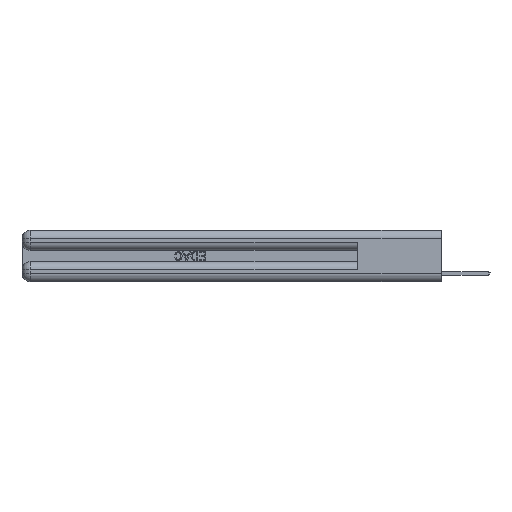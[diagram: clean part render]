
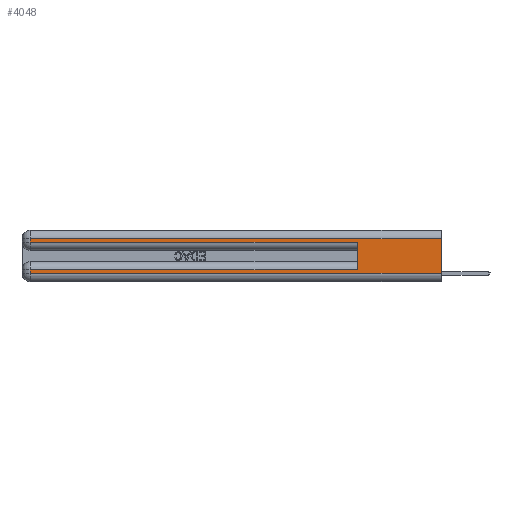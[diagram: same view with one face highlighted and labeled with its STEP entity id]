
A CAD part, left-side view. The second image highlights one B-rep face of the part: STEP entity #4048.
In plain terms, the highlighted planar face has unit normal (-1, 0, 0).
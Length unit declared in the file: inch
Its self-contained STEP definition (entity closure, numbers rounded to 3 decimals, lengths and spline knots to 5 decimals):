
#1141 = EDGE_CURVE ( 'NONE', #27084, #32158, #13113, .T. ) ;
#1533 = ORIENTED_EDGE ( 'NONE', *, *, #1141, .T. ) ;
#2064 = LINE ( 'NONE', #8194, #22916 ) ;
#2114 = DIRECTION ( 'NONE',  ( 0., 1., 0. ) ) ;
#2653 = AXIS2_PLACEMENT_3D ( 'NONE', #19276, #2679, #10962 ) ;
#2679 = DIRECTION ( 'NONE',  ( 1., 0., 0. ) ) ;
#2734 = EDGE_CURVE ( 'NONE', #18726, #16274, #19387, .T. ) ;
#3031 = FACE_OUTER_BOUND ( 'NONE', #4793, .T. ) ;
#3481 = VECTOR ( 'NONE', #19759, 39.37008 ) ;
#3984 = ORIENTED_EDGE ( 'NONE', *, *, #2734, .F. ) ;
#4048 = ADVANCED_FACE ( 'NONE', ( #3031 ), #16388, .F. ) ;
#4793 = EDGE_LOOP ( 'NONE', ( #3984, #11995, #24192, #28394, #19079, #1533, #32193, #17163 ) ) ;
#4983 = CARTESIAN_POINT ( 'NONE',  ( 0., 2.94, 0.37 ) ) ;
#5516 = DIRECTION ( 'NONE',  ( 0., 0., -1. ) ) ;
#5887 = CARTESIAN_POINT ( 'NONE',  ( 0., 0., 0.285 ) ) ;
#6923 = DIRECTION ( 'NONE',  ( 0., 0., 1. ) ) ;
#7648 = VECTOR ( 'NONE', #13268, 39.37008 ) ;
#7971 = CARTESIAN_POINT ( 'NONE',  ( 0., 0., 0.31 ) ) ;
#7974 = EDGE_CURVE ( 'NONE', #34008, #12758, #2064, .T. ) ;
#8194 = CARTESIAN_POINT ( 'NONE',  ( 0., 2.94, 0.37 ) ) ;
#10962 = DIRECTION ( 'NONE',  ( 0., 0., -1. ) ) ;
#11995 = ORIENTED_EDGE ( 'NONE', *, *, #28431, .T. ) ;
#12031 = VECTOR ( 'NONE', #33039, 39.37008 ) ;
#12758 = VERTEX_POINT ( 'NONE', #31664 ) ;
#13113 = LINE ( 'NONE', #20874, #15449 ) ;
#13268 = DIRECTION ( 'NONE',  ( 0., -1., 0. ) ) ;
#13448 = CARTESIAN_POINT ( 'NONE',  ( 0., 0.6, 0.085 ) ) ;
#13610 = CARTESIAN_POINT ( 'NONE',  ( 0., 0., 0.37 ) ) ;
#14556 = VECTOR ( 'NONE', #6923, 39.37008 ) ;
#15449 = VECTOR ( 'NONE', #2114, 39.37008 ) ;
#15719 = VERTEX_POINT ( 'NONE', #23100 ) ;
#16274 = VERTEX_POINT ( 'NONE', #32560 ) ;
#16388 = PLANE ( 'NONE',  #2653 ) ;
#16641 = EDGE_CURVE ( 'NONE', #32158, #23173, #24085, .T. ) ;
#16873 = EDGE_CURVE ( 'NONE', #27084, #15719, #31754, .T. ) ;
#16882 = CARTESIAN_POINT ( 'NONE',  ( 0., 0., 0.31 ) ) ;
#17163 = ORIENTED_EDGE ( 'NONE', *, *, #33462, .T. ) ;
#18692 = CARTESIAN_POINT ( 'NONE',  ( 0., 2.94, 0.085 ) ) ;
#18726 = VERTEX_POINT ( 'NONE', #7971 ) ;
#19079 = ORIENTED_EDGE ( 'NONE', *, *, #16873, .F. ) ;
#19276 = CARTESIAN_POINT ( 'NONE',  ( 0., 0., 0.37 ) ) ;
#19387 = LINE ( 'NONE', #13610, #12031 ) ;
#19753 = DIRECTION ( 'NONE',  ( 0., 1., 0. ) ) ;
#19759 = DIRECTION ( 'NONE',  ( 0., -1., 0. ) ) ;
#20874 = CARTESIAN_POINT ( 'NONE',  ( 0., 0., 0.085 ) ) ;
#22916 = VECTOR ( 'NONE', #35537, 39.37008 ) ;
#23100 = CARTESIAN_POINT ( 'NONE',  ( 0., 0.6, 0.285 ) ) ;
#23173 = VERTEX_POINT ( 'NONE', #28385 ) ;
#23652 = CARTESIAN_POINT ( 'NONE',  ( 0., 2.94, 0.31 ) ) ;
#24085 = LINE ( 'NONE', #4983, #26130 ) ;
#24192 = ORIENTED_EDGE ( 'NONE', *, *, #7974, .T. ) ;
#26130 = VECTOR ( 'NONE', #5516, 39.37008 ) ;
#26566 = CARTESIAN_POINT ( 'NONE',  ( 0., 0.6, 0.145 ) ) ;
#27031 = VECTOR ( 'NONE', #19753, 39.37008 ) ;
#27084 = VERTEX_POINT ( 'NONE', #13448 ) ;
#28385 = CARTESIAN_POINT ( 'NONE',  ( 0., 2.94, 0.06 ) ) ;
#28394 = ORIENTED_EDGE ( 'NONE', *, *, #29715, .T. ) ;
#28431 = EDGE_CURVE ( 'NONE', #18726, #34008, #33052, .T. ) ;
#29715 = EDGE_CURVE ( 'NONE', #12758, #15719, #33585, .T. ) ;
#30355 = LINE ( 'NONE', #35397, #7648 ) ;
#31664 = CARTESIAN_POINT ( 'NONE',  ( 0., 2.94, 0.285 ) ) ;
#31754 = LINE ( 'NONE', #26566, #14556 ) ;
#32158 = VERTEX_POINT ( 'NONE', #18692 ) ;
#32193 = ORIENTED_EDGE ( 'NONE', *, *, #16641, .T. ) ;
#32560 = CARTESIAN_POINT ( 'NONE',  ( 0., 0., 0.06 ) ) ;
#33039 = DIRECTION ( 'NONE',  ( 0., 0., -1. ) ) ;
#33052 = LINE ( 'NONE', #16882, #27031 ) ;
#33462 = EDGE_CURVE ( 'NONE', #23173, #16274, #30355, .T. ) ;
#33585 = LINE ( 'NONE', #5887, #3481 ) ;
#34008 = VERTEX_POINT ( 'NONE', #23652 ) ;
#35397 = CARTESIAN_POINT ( 'NONE',  ( 0., 0., 0.06 ) ) ;
#35537 = DIRECTION ( 'NONE',  ( 0., 0., -1. ) ) ;
